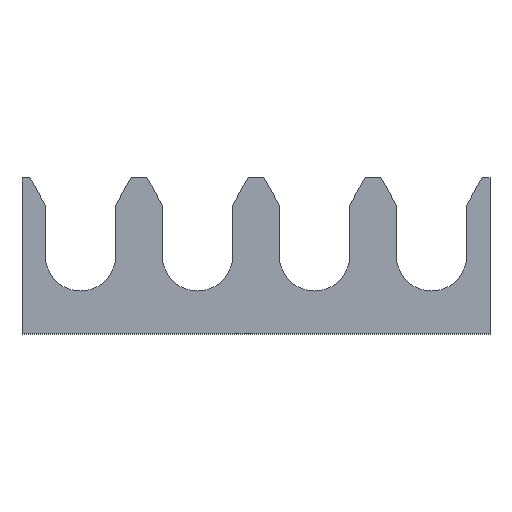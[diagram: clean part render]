
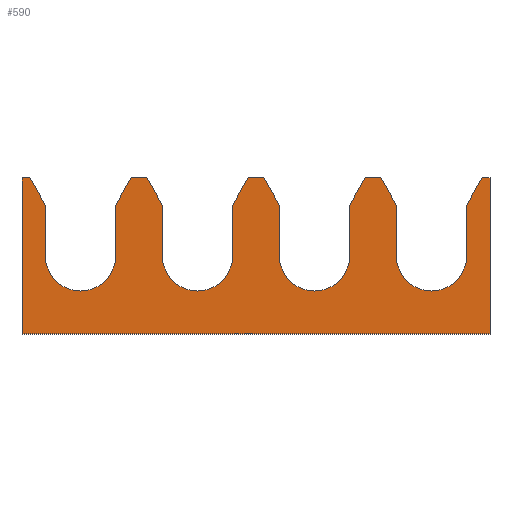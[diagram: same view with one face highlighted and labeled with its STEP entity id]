
A CAD part, top view. The second image highlights one B-rep face of the part: STEP entity #590.
In plain terms, the highlighted planar face has unit normal (0, 0, 1).
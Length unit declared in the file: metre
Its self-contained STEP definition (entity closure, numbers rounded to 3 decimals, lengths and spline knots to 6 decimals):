
#28=PLANE('',#641);
#42=LINE('',#820,#118);
#43=LINE('',#822,#119);
#49=LINE('',#835,#125);
#52=LINE('',#841,#128);
#55=LINE('',#847,#131);
#58=LINE('',#853,#134);
#59=LINE('',#855,#135);
#66=LINE('',#874,#142);
#69=LINE('',#881,#145);
#71=LINE('',#885,#147);
#78=LINE('',#904,#154);
#81=LINE('',#911,#157);
#83=LINE('',#915,#159);
#90=LINE('',#934,#166);
#93=LINE('',#941,#169);
#95=LINE('',#945,#171);
#98=LINE('',#951,#174);
#99=LINE('',#952,#175);
#100=LINE('',#953,#176);
#101=LINE('',#954,#177);
#102=LINE('',#955,#178);
#103=LINE('',#956,#179);
#104=LINE('',#957,#180);
#105=LINE('',#958,#181);
#118=VECTOR('',#665,1.);
#119=VECTOR('',#668,1.);
#125=VECTOR('',#676,1.);
#128=VECTOR('',#681,1.);
#131=VECTOR('',#686,1.);
#134=VECTOR('',#691,1.);
#135=VECTOR('',#694,1.);
#142=VECTOR('',#709,1.);
#145=VECTOR('',#714,1.);
#147=VECTOR('',#718,1.);
#154=VECTOR('',#733,1.);
#157=VECTOR('',#738,1.);
#159=VECTOR('',#742,1.);
#166=VECTOR('',#757,1.);
#169=VECTOR('',#762,1.);
#171=VECTOR('',#766,1.);
#174=VECTOR('',#771,1.);
#175=VECTOR('',#772,1.);
#176=VECTOR('',#773,1.);
#177=VECTOR('',#774,1.);
#178=VECTOR('',#775,1.);
#179=VECTOR('',#776,1.);
#180=VECTOR('',#777,1.);
#181=VECTOR('',#778,1.);
#270=ORIENTED_EDGE('',*,*,#380,.T.);
#271=ORIENTED_EDGE('',*,*,#426,.T.);
#272=ORIENTED_EDGE('',*,*,#381,.F.);
#273=ORIENTED_EDGE('',*,*,#387,.T.);
#274=ORIENTED_EDGE('',*,*,#390,.T.);
#275=ORIENTED_EDGE('',*,*,#427,.T.);
#276=ORIENTED_EDGE('',*,*,#393,.T.);
#277=ORIENTED_EDGE('',*,*,#428,.T.);
#278=ORIENTED_EDGE('',*,*,#395,.F.);
#279=ORIENTED_EDGE('',*,*,#401,.T.);
#280=ORIENTED_EDGE('',*,*,#404,.T.);
#281=ORIENTED_EDGE('',*,*,#429,.T.);
#282=ORIENTED_EDGE('',*,*,#407,.T.);
#283=ORIENTED_EDGE('',*,*,#430,.T.);
#284=ORIENTED_EDGE('',*,*,#409,.F.);
#285=ORIENTED_EDGE('',*,*,#415,.F.);
#286=ORIENTED_EDGE('',*,*,#418,.T.);
#287=ORIENTED_EDGE('',*,*,#431,.T.);
#288=ORIENTED_EDGE('',*,*,#421,.T.);
#289=ORIENTED_EDGE('',*,*,#432,.T.);
#290=ORIENTED_EDGE('',*,*,#423,.F.);
#291=ORIENTED_EDGE('',*,*,#360,.F.);
#292=ORIENTED_EDGE('',*,*,#364,.T.);
#293=ORIENTED_EDGE('',*,*,#433,.T.);
#294=ORIENTED_EDGE('',*,*,#365,.T.);
#295=ORIENTED_EDGE('',*,*,#371,.F.);
#296=ORIENTED_EDGE('',*,*,#374,.F.);
#297=ORIENTED_EDGE('',*,*,#377,.T.);
#360=EDGE_CURVE('',#444,#445,#499,.T.);
#364=EDGE_CURVE('',#444,#447,#42,.T.);
#365=EDGE_CURVE('',#448,#449,#43,.T.);
#371=EDGE_CURVE('',#453,#449,#49,.T.);
#374=EDGE_CURVE('',#455,#453,#52,.T.);
#377=EDGE_CURVE('',#455,#457,#55,.T.);
#380=EDGE_CURVE('',#457,#459,#58,.T.);
#381=EDGE_CURVE('',#460,#461,#59,.T.);
#387=EDGE_CURVE('',#460,#465,#501,.T.);
#390=EDGE_CURVE('',#465,#467,#66,.T.);
#393=EDGE_CURVE('',#471,#470,#69,.T.);
#395=EDGE_CURVE('',#472,#473,#71,.T.);
#401=EDGE_CURVE('',#472,#477,#503,.T.);
#404=EDGE_CURVE('',#477,#479,#78,.T.);
#407=EDGE_CURVE('',#483,#482,#81,.T.);
#409=EDGE_CURVE('',#484,#485,#83,.T.);
#415=EDGE_CURVE('',#489,#484,#505,.T.);
#418=EDGE_CURVE('',#489,#491,#90,.T.);
#421=EDGE_CURVE('',#495,#494,#93,.T.);
#423=EDGE_CURVE('',#445,#496,#95,.T.);
#426=EDGE_CURVE('',#459,#461,#98,.T.);
#427=EDGE_CURVE('',#467,#471,#99,.F.);
#428=EDGE_CURVE('',#470,#473,#100,.T.);
#429=EDGE_CURVE('',#479,#483,#101,.F.);
#430=EDGE_CURVE('',#482,#485,#102,.T.);
#431=EDGE_CURVE('',#491,#495,#103,.F.);
#432=EDGE_CURVE('',#494,#496,#104,.T.);
#433=EDGE_CURVE('',#447,#448,#105,.F.);
#444=VERTEX_POINT('',#811);
#445=VERTEX_POINT('',#813);
#447=VERTEX_POINT('',#819);
#448=VERTEX_POINT('',#823);
#449=VERTEX_POINT('',#824);
#453=VERTEX_POINT('',#834);
#455=VERTEX_POINT('',#840);
#457=VERTEX_POINT('',#846);
#459=VERTEX_POINT('',#852);
#460=VERTEX_POINT('',#856);
#461=VERTEX_POINT('',#857);
#465=VERTEX_POINT('',#867);
#467=VERTEX_POINT('',#873);
#470=VERTEX_POINT('',#880);
#471=VERTEX_POINT('',#882);
#472=VERTEX_POINT('',#886);
#473=VERTEX_POINT('',#887);
#477=VERTEX_POINT('',#897);
#479=VERTEX_POINT('',#903);
#482=VERTEX_POINT('',#910);
#483=VERTEX_POINT('',#912);
#484=VERTEX_POINT('',#916);
#485=VERTEX_POINT('',#917);
#489=VERTEX_POINT('',#927);
#491=VERTEX_POINT('',#933);
#494=VERTEX_POINT('',#940);
#495=VERTEX_POINT('',#942);
#496=VERTEX_POINT('',#946);
#499=CIRCLE('',#615,0.0045);
#501=CIRCLE('',#625,0.0045);
#503=CIRCLE('',#631,0.0045);
#505=CIRCLE('',#637,0.0045);
#526=EDGE_LOOP('',(#270,#271,#272,#273,#274,#275,#276,#277,#278,#279,#280,
#281,#282,#283,#284,#285,#286,#287,#288,#289,#290,#291,#292,#293,#294,#295,
#296,#297));
#556=FACE_BOUND('',#526,.T.);
#590=ADVANCED_FACE('',(#556),#28,.T.);
#615=AXIS2_PLACEMENT_3D('',#812,#658,#659);
#625=AXIS2_PLACEMENT_3D('',#868,#703,#704);
#631=AXIS2_PLACEMENT_3D('',#898,#727,#728);
#637=AXIS2_PLACEMENT_3D('',#928,#751,#752);
#641=AXIS2_PLACEMENT_3D('',#950,#769,#770);
#658=DIRECTION('',(0.,0.,1.));
#659=DIRECTION('',(1.,0.,0.));
#665=DIRECTION('',(0.,1.,0.));
#668=DIRECTION('',(-1.,0.,0.));
#676=DIRECTION('',(0.,1.,0.));
#681=DIRECTION('',(-1.,0.,0.));
#686=DIRECTION('',(0.,1.,0.));
#691=DIRECTION('',(-1.,0.,0.));
#694=DIRECTION('',(0.,1.,0.));
#703=DIRECTION('',(0.,0.,-1.));
#704=DIRECTION('',(1.,0.,0.));
#709=DIRECTION('',(0.,1.,0.));
#714=DIRECTION('',(-1.,0.,0.));
#718=DIRECTION('',(0.,1.,0.));
#727=DIRECTION('',(0.,0.,-1.));
#728=DIRECTION('',(1.,0.,0.));
#733=DIRECTION('',(0.,1.,0.));
#738=DIRECTION('',(-1.,0.,0.));
#742=DIRECTION('',(0.,1.,0.));
#751=DIRECTION('',(0.,0.,1.));
#752=DIRECTION('',(1.,0.,0.));
#757=DIRECTION('',(0.,1.,0.));
#762=DIRECTION('',(-1.,0.,0.));
#766=DIRECTION('',(0.,1.,0.));
#769=DIRECTION('',(0.,0.,1.));
#770=DIRECTION('',(1.,0.,0.));
#771=DIRECTION('',(-0.5,-0.866,0.));
#772=DIRECTION('',(0.5,-0.866,0.));
#773=DIRECTION('',(-0.5,-0.866,0.));
#774=DIRECTION('',(0.5,-0.866,0.));
#775=DIRECTION('',(-0.5,-0.866,0.));
#776=DIRECTION('',(0.5,-0.866,0.));
#777=DIRECTION('',(-0.5,-0.866,0.));
#778=DIRECTION('',(0.5,-0.866,0.));
#811=CARTESIAN_POINT('',(-0.027,0.,0.002));
#812=CARTESIAN_POINT('',(-0.0225,0.,0.002));
#813=CARTESIAN_POINT('',(-0.018,0.,0.002));
#819=CARTESIAN_POINT('',(-0.027,0.006536,0.002));
#820=CARTESIAN_POINT('',(-0.027,0.005,0.002));
#822=CARTESIAN_POINT('',(-0.0285,0.01,0.002));
#823=CARTESIAN_POINT('',(-0.029,0.01,0.002));
#824=CARTESIAN_POINT('',(-0.03,0.01,0.002));
#834=CARTESIAN_POINT('',(-0.03,-0.01,0.002));
#835=CARTESIAN_POINT('',(-0.03,0.,0.002));
#840=CARTESIAN_POINT('',(0.03,-0.01,0.002));
#841=CARTESIAN_POINT('',(0.,-0.01,0.002));
#846=CARTESIAN_POINT('',(0.03,0.01,0.002));
#847=CARTESIAN_POINT('',(0.03,0.,0.002));
#852=CARTESIAN_POINT('',(0.029,0.01,0.002));
#853=CARTESIAN_POINT('',(0.0285,0.01,0.002));
#855=CARTESIAN_POINT('',(0.027,0.005,0.002));
#856=CARTESIAN_POINT('',(0.027,0.,0.002));
#857=CARTESIAN_POINT('',(0.027,0.006536,0.002));
#867=CARTESIAN_POINT('',(0.018,0.,0.002));
#868=CARTESIAN_POINT('',(0.0225,0.,0.002));
#873=CARTESIAN_POINT('',(0.018,0.006536,0.002));
#874=CARTESIAN_POINT('',(0.018,0.005,0.002));
#880=CARTESIAN_POINT('',(0.014,0.01,0.002));
#881=CARTESIAN_POINT('',(0.015,0.01,0.002));
#882=CARTESIAN_POINT('',(0.016,0.01,0.002));
#885=CARTESIAN_POINT('',(0.012,0.005,0.002));
#886=CARTESIAN_POINT('',(0.012,0.,0.002));
#887=CARTESIAN_POINT('',(0.012,0.006536,0.002));
#897=CARTESIAN_POINT('',(0.003,0.,0.002));
#898=CARTESIAN_POINT('',(0.0075,0.,0.002));
#903=CARTESIAN_POINT('',(0.003,0.006536,0.002));
#904=CARTESIAN_POINT('',(0.003,0.005,0.002));
#910=CARTESIAN_POINT('',(-0.001,0.01,0.002));
#911=CARTESIAN_POINT('',(0.,0.01,0.002));
#912=CARTESIAN_POINT('',(0.001,0.01,0.002));
#915=CARTESIAN_POINT('',(-0.003,0.005,0.002));
#916=CARTESIAN_POINT('',(-0.003,0.,0.002));
#917=CARTESIAN_POINT('',(-0.003,0.006536,0.002));
#927=CARTESIAN_POINT('',(-0.012,0.,0.002));
#928=CARTESIAN_POINT('',(-0.0075,0.,0.002));
#933=CARTESIAN_POINT('',(-0.012,0.006536,0.002));
#934=CARTESIAN_POINT('',(-0.012,0.005,0.002));
#940=CARTESIAN_POINT('',(-0.016,0.01,0.002));
#941=CARTESIAN_POINT('',(-0.015,0.01,0.002));
#942=CARTESIAN_POINT('',(-0.014,0.01,0.002));
#945=CARTESIAN_POINT('',(-0.018,0.005,0.002));
#946=CARTESIAN_POINT('',(-0.018,0.006536,0.002));
#950=CARTESIAN_POINT('',(0.,0.,0.002));
#951=CARTESIAN_POINT('',(0.01742,-0.010057,0.002));
#952=CARTESIAN_POINT('',(0.01633,0.009428,0.002));
#953=CARTESIAN_POINT('',(0.00617,-0.003562,0.002));
#954=CARTESIAN_POINT('',(0.00508,0.002933,0.002));
#955=CARTESIAN_POINT('',(-0.00508,0.002933,0.002));
#956=CARTESIAN_POINT('',(-0.00617,-0.003562,0.002));
#957=CARTESIAN_POINT('',(-0.01633,0.009428,0.002));
#958=CARTESIAN_POINT('',(-0.01742,-0.010057,0.002));
